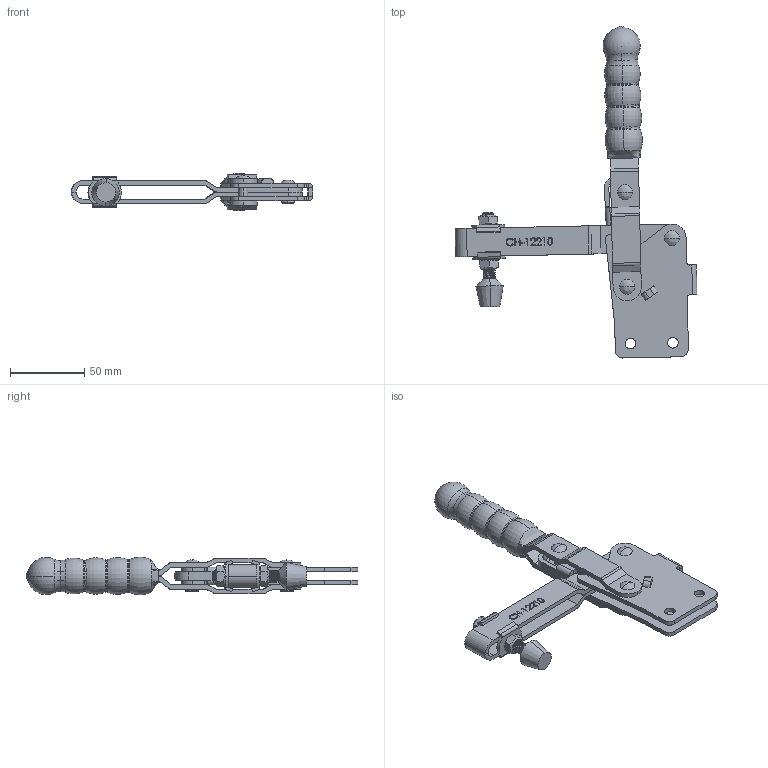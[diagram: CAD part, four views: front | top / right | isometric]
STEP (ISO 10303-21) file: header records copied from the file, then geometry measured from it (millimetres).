
FILE_DESCRIPTION (( 'STEP AP203' ), '1' );
FILE_NAME ('CH-12210.STEP', '2017-11-09T01:46:40', ( 'Windows' ), ( 'Microsoft' ), 'SwSTEP 2.0', 'SolidWorks 2015', '' );
FILE_SCHEMA (( 'CONFIG_CONTROL_DESIGN' ));
Length unit declared in the file: millimetre
Products named in the file (11): CH-FC-56212 Nut; CH-FC-56212 SPINDLE SUPPLIED; CH-12210-01; CH-12210-02 U-BAR; CH-12205綵竄忒參杶; CH-12205-03 STRAIGHT HANDLE; CH-12210; CH-12205-04 CONNECTING-PIATE; CH-12205-06; CH-12205-07; CH-FW-516
Assembly tree (14 placements, depth 2):
  CH-12210
    CH-12210-02 U-BAR
    CH-12205-03 STRAIGHT HANDLE
    CH-12205-04 CONNECTING-PIATE
    CH-12205-06  x2
    CH-12205-07  x2
    CH-FW-516  x2
    CH-FC-56212 Nut  x2
    CH-FC-56212 SPINDLE SUPPLIED
    CH-12210-01
    CH-12205綵竄忒參杶
Bounding box: 162.73 x 223.4 x 25.15 mm (x, y, z)
Volume: 104179.8 mm3; surface area: 72745 mm2
Topology: 16 solids, 16 shells, 801 faces, 2163 edges, 1408 vertices
Faces by surface type: plane 303, cylinder 227, bspline 184, torus 48, cone 37, sphere 2
Entity records: 34261 total; most frequent: CARTESIAN_POINT 16181, ORIENTED_EDGE 3890, DIRECTION 2900, EDGE_CURVE 1945, VERTEX_POINT 1279, LINE 1036, VECTOR 1036, AXIS2_PLACEMENT_3D 932
